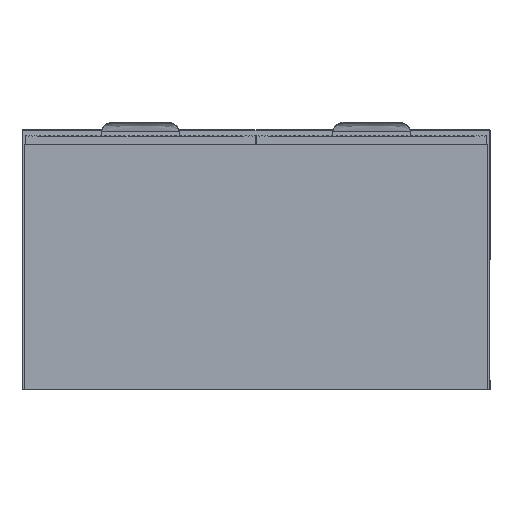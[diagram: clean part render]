
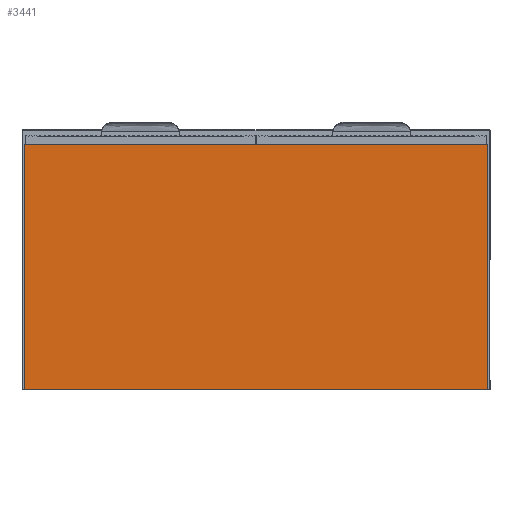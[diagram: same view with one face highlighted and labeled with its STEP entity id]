
A CAD part, front view. The second image highlights one B-rep face of the part: STEP entity #3441.
In plain terms, the highlighted planar face has unit normal (0, -1, 0).
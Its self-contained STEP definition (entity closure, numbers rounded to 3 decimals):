
#153 = AXIS2_PLACEMENT_3D ( 'NONE', #4668, #4006, #6685 ) ;
#277 = CARTESIAN_POINT ( 'NONE',  ( 445.5, -240., 472. ) ) ;
#381 = VERTEX_POINT ( 'NONE', #1006 ) ;
#719 = LINE ( 'NONE', #8724, #756 ) ;
#756 = VECTOR ( 'NONE', #7464, 1000. ) ;
#1006 = CARTESIAN_POINT ( 'NONE',  ( 445.5, -240., 0. ) ) ;
#1692 = LINE ( 'NONE', #277, #3500 ) ;
#2112 = LINE ( 'NONE', #2871, #4383 ) ;
#2117 = ORIENTED_EDGE ( 'NONE', *, *, #3664, .F. ) ;
#2317 = VERTEX_POINT ( 'NONE', #8577 ) ;
#2871 = CARTESIAN_POINT ( 'NONE',  ( -445.5, -240., 0. ) ) ;
#3083 = DIRECTION ( 'NONE',  ( 0., 0., -1. ) ) ;
#3265 = CARTESIAN_POINT ( 'NONE',  ( -445.5, -240., 472. ) ) ;
#3441 = ADVANCED_FACE ( 'NONE', ( #3868 ), #7353, .F. ) ;
#3474 = VECTOR ( 'NONE', #5009, 1000. ) ;
#3500 = VECTOR ( 'NONE', #3083, 1000. ) ;
#3539 = EDGE_CURVE ( 'NONE', #2317, #381, #2112, .T. ) ;
#3574 = ORIENTED_EDGE ( 'NONE', *, *, #3539, .T. ) ;
#3664 = EDGE_CURVE ( 'NONE', #8708, #381, #1692, .T. ) ;
#3868 = FACE_OUTER_BOUND ( 'NONE', #7023, .T. ) ;
#4006 = DIRECTION ( 'NONE',  ( 0., 1., 0. ) ) ;
#4383 = VECTOR ( 'NONE', #5438, 1000. ) ;
#4668 = CARTESIAN_POINT ( 'NONE',  ( -445.5, -240., 472. ) ) ;
#4822 = VERTEX_POINT ( 'NONE', #3265 ) ;
#5009 = DIRECTION ( 'NONE',  ( 1., 0., 0. ) ) ;
#5051 = CARTESIAN_POINT ( 'NONE',  ( 445.5, -240., 472. ) ) ;
#5438 = DIRECTION ( 'NONE',  ( 1., 0., 0. ) ) ;
#5528 = LINE ( 'NONE', #6278, #3474 ) ;
#6278 = CARTESIAN_POINT ( 'NONE',  ( -445.5, -240., 472. ) ) ;
#6685 = DIRECTION ( 'NONE',  ( 0., 0., 1. ) ) ;
#7023 = EDGE_LOOP ( 'NONE', ( #3574, #2117, #7699, #7284 ) ) ;
#7112 = EDGE_CURVE ( 'NONE', #4822, #2317, #719, .T. ) ;
#7284 = ORIENTED_EDGE ( 'NONE', *, *, #7112, .T. ) ;
#7353 = PLANE ( 'NONE',  #153 ) ;
#7453 = EDGE_CURVE ( 'NONE', #4822, #8708, #5528, .T. ) ;
#7464 = DIRECTION ( 'NONE',  ( 0., 0., -1. ) ) ;
#7699 = ORIENTED_EDGE ( 'NONE', *, *, #7453, .F. ) ;
#8577 = CARTESIAN_POINT ( 'NONE',  ( -445.5, -240., 0. ) ) ;
#8708 = VERTEX_POINT ( 'NONE', #5051 ) ;
#8724 = CARTESIAN_POINT ( 'NONE',  ( -445.5, -240., 472. ) ) ;
